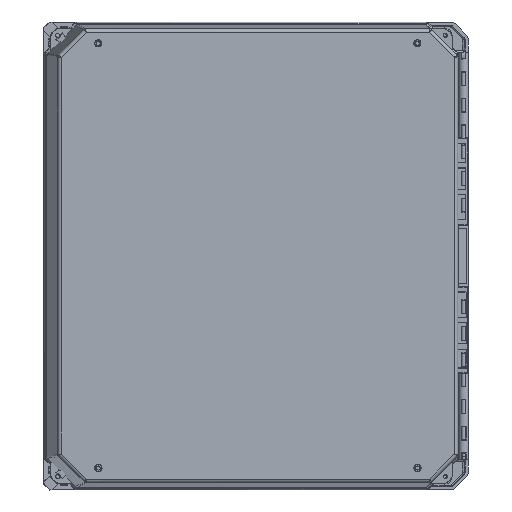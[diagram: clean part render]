
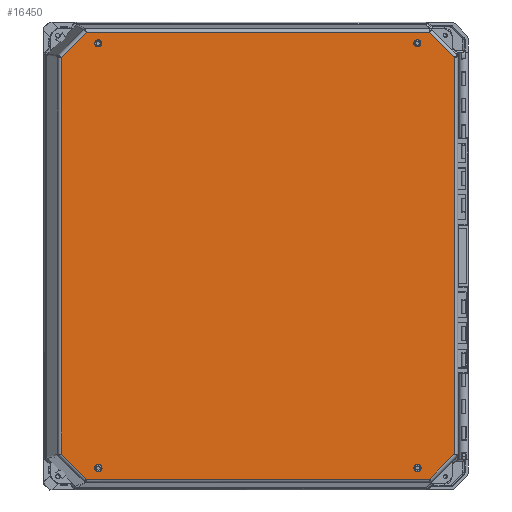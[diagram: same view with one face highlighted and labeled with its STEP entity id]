
A CAD part, top view. The second image highlights one B-rep face of the part: STEP entity #16450.
In plain terms, the highlighted face is planar.
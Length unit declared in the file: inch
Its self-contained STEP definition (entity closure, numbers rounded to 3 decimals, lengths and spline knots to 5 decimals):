
#216 = DIRECTION ( 'NONE',  ( -0.707, -0.707, 0. ) ) ;
#1108 = DIRECTION ( 'NONE',  ( 0.017, -0.017, 1. ) ) ;
#1289 = CARTESIAN_POINT ( 'NONE',  ( -12.91997, 16.148, -7.83655 ) ) ;
#1689 = CARTESIAN_POINT ( 'NONE',  ( -12.91997, 16.01202, -7.83892 ) ) ;
#2380 = DIRECTION ( 'NONE',  ( 0.707, -0.706, -0.025 ) ) ;
#2919 = CARTESIAN_POINT ( 'NONE',  ( -12.51703, -0.22711, -8.12937 ) ) ;
#3623 = EDGE_CURVE ( 'NONE', #36799, #38480, #23696, .T. ) ;
#3809 = DIRECTION ( 'NONE',  ( 0.017, -0.017, 1. ) ) ;
#4452 = CIRCLE ( 'NONE', #68591, 0.136 ) ;
#5125 = LINE ( 'NONE', #12429, #58056 ) ;
#5397 = DIRECTION ( 'NONE',  ( 0.017, -0.017, 1. ) ) ;
#5636 = DIRECTION ( 'NONE',  ( -1., 0., 0.017 ) ) ;
#6476 = AXIS2_PLACEMENT_3D ( 'NONE', #67570, #7258, #75292 ) ;
#6620 = EDGE_CURVE ( 'NONE', #38480, #36799, #77815, .T. ) ;
#7258 = DIRECTION ( 'NONE',  ( 0.017, -0.017, 1. ) ) ;
#7847 = AXIS2_PLACEMENT_3D ( 'NONE', #54251, #5397, #82535 ) ;
#8695 = VERTEX_POINT ( 'NONE', #13117 ) ;
#9512 = DIRECTION ( 'NONE',  ( 0.017, -0.017, 1. ) ) ;
#11482 = LINE ( 'NONE', #67195, #37721 ) ;
#11540 = CIRCLE ( 'NONE', #18852, 0.136 ) ;
#11848 = EDGE_LOOP ( 'NONE', ( #28281, #50351 ) ) ;
#12376 = CARTESIAN_POINT ( 'NONE',  ( -12.51703, 8.16834, -7.98285 ) ) ;
#12429 = CARTESIAN_POINT ( 'NONE',  ( -14.31649, 15.62096, -7.82137 ) ) ;
#13117 = CARTESIAN_POINT ( 'NONE',  ( -0.46837, -0.22344, -8.33965 ) ) ;
#13761 = CIRCLE ( 'NONE', #6476, 0.136 ) ;
#14179 = VECTOR ( 'NONE', #216, 39.37008 ) ;
#14535 = VERTEX_POINT ( 'NONE', #1689 ) ;
#15719 = CARTESIAN_POINT ( 'NONE',  ( -0.78582, 0.19213, -8.32685 ) ) ;
#16450 = ADVANCED_FACE ( 'NONE', ( #80849, #33380, #32479, #47979, #61688 ), #74902, .T. ) ;
#16544 = CARTESIAN_POINT ( 'NONE',  ( 0.47472, 8.1723, -8.20959 ) ) ;
#18852 = AXIS2_PLACEMENT_3D ( 'NONE', #1289, #55202, #69762 ) ;
#19599 = AXIS2_PLACEMENT_3D ( 'NONE', #75949, #28026, #28899 ) ;
#20093 = AXIS2_PLACEMENT_3D ( 'NONE', #44913, #3809, #72732 ) ;
#22089 = LINE ( 'NONE', #49028, #14179 ) ;
#22434 = ORIENTED_EDGE ( 'NONE', *, *, #3623, .T. ) ;
#23416 = EDGE_LOOP ( 'NONE', ( #78991, #61393 ) ) ;
#23696 = CIRCLE ( 'NONE', #7847, 0.136 ) ;
#24123 = CIRCLE ( 'NONE', #29984, 0.136 ) ;
#24591 = CARTESIAN_POINT ( 'NONE',  ( -0.9218, 16.28764, -8.04357 ) ) ;
#25182 = DIRECTION ( 'NONE',  ( -1., 0., 0.017 ) ) ;
#26027 = CARTESIAN_POINT ( 'NONE',  ( -12.78399, 0.18848, -8.11746 ) ) ;
#26350 = CARTESIAN_POINT ( 'NONE',  ( -13.05595, 0.18839, -8.11271 ) ) ;
#26386 = EDGE_CURVE ( 'NONE', #36567, #74040, #24123, .T. ) ;
#27014 = DIRECTION ( 'NONE',  ( -0.707, 0.706, 0.025 ) ) ;
#28026 = DIRECTION ( 'NONE',  ( 0.017, -0.017, 1. ) ) ;
#28281 = ORIENTED_EDGE ( 'NONE', *, *, #54033, .T. ) ;
#28294 = DIRECTION ( 'NONE',  ( 0., 1., 0.017 ) ) ;
#28899 = DIRECTION ( 'NONE',  ( 1., 0., -0.017 ) ) ;
#29984 = AXIS2_PLACEMENT_3D ( 'NONE', #41389, #62374, #90158 ) ;
#31134 = EDGE_CURVE ( 'NONE', #71788, #8695, #22089, .T. ) ;
#31660 = VERTEX_POINT ( 'NONE', #26350 ) ;
#31950 = VECTOR ( 'NONE', #5636, 39.37008 ) ;
#32479 = FACE_BOUND ( 'NONE', #39181, .T. ) ;
#32543 = EDGE_CURVE ( 'NONE', #84441, #71834, #5125, .T. ) ;
#32872 = VERTEX_POINT ( 'NONE', #26027 ) ;
#33380 = FACE_BOUND ( 'NONE', #23416, .T. ) ;
#35627 = CARTESIAN_POINT ( 'NONE',  ( -12.51703, 16.56379, -7.83633 ) ) ;
#35974 = VECTOR ( 'NONE', #2380, 39.37008 ) ;
#36065 = DIRECTION ( 'NONE',  ( 1., 0., -0.017 ) ) ;
#36379 = VECTOR ( 'NONE', #28294, 39.37008 ) ;
#36396 = EDGE_CURVE ( 'NONE', #73165, #84441, #41981, .T. ) ;
#36567 = VERTEX_POINT ( 'NONE', #24591 ) ;
#36799 = VERTEX_POINT ( 'NONE', #81920 ) ;
#37367 = DIRECTION ( 'NONE',  ( 1., 0., -0.017 ) ) ;
#37721 = VECTOR ( 'NONE', #27014, 39.37008 ) ;
#38447 = CARTESIAN_POINT ( 'NONE',  ( -0.46837, 16.56746, -8.04661 ) ) ;
#38480 = VERTEX_POINT ( 'NONE', #15719 ) ;
#39181 = EDGE_LOOP ( 'NONE', ( #49428, #22434 ) ) ;
#39933 = EDGE_CURVE ( 'NONE', #89156, #71788, #51232, .T. ) ;
#40008 = ORIENTED_EDGE ( 'NONE', *, *, #39933, .T. ) ;
#40905 = EDGE_LOOP ( 'NONE', ( #83788, #55062 ) ) ;
#41062 = ORIENTED_EDGE ( 'NONE', *, *, #51915, .T. ) ;
#41389 = CARTESIAN_POINT ( 'NONE',  ( -0.9218, 16.15166, -8.04595 ) ) ;
#41981 = LINE ( 'NONE', #68032, #36379 ) ;
#42134 = ORIENTED_EDGE ( 'NONE', *, *, #78465, .T. ) ;
#44913 = CARTESIAN_POINT ( 'NONE',  ( -12.91997, 16.148, -7.83655 ) ) ;
#45309 = VECTOR ( 'NONE', #36065, 39.37008 ) ;
#46649 = CARTESIAN_POINT ( 'NONE',  ( -13.37339, 16.56353, -7.82138 ) ) ;
#47979 = FACE_BOUND ( 'NONE', #11848, .T. ) ;
#49028 = CARTESIAN_POINT ( 'NONE',  ( 0.47472, 0.71913, -8.33966 ) ) ;
#49428 = ORIENTED_EDGE ( 'NONE', *, *, #6620, .T. ) ;
#49532 = AXIS2_PLACEMENT_3D ( 'NONE', #63638, #1108, #68697 ) ;
#49756 = LINE ( 'NONE', #35627, #45309 ) ;
#50351 = ORIENTED_EDGE ( 'NONE', *, *, #54552, .T. ) ;
#51038 = CIRCLE ( 'NONE', #49532, 0.136 ) ;
#51232 = LINE ( 'NONE', #16544, #57175 ) ;
#51915 = EDGE_CURVE ( 'NONE', #66785, #73165, #11482, .T. ) ;
#52292 = EDGE_CURVE ( 'NONE', #82064, #14535, #11540, .T. ) ;
#52661 = CARTESIAN_POINT ( 'NONE',  ( -12.91997, 16.28398, -7.83418 ) ) ;
#54033 = EDGE_CURVE ( 'NONE', #32872, #31660, #51038, .T. ) ;
#54251 = CARTESIAN_POINT ( 'NONE',  ( -0.9218, 0.19209, -8.32448 ) ) ;
#54552 = EDGE_CURVE ( 'NONE', #31660, #32872, #4452, .T. ) ;
#55062 = ORIENTED_EDGE ( 'NONE', *, *, #26386, .T. ) ;
#55084 = CIRCLE ( 'NONE', #20093, 0.136 ) ;
#55202 = DIRECTION ( 'NONE',  ( 0.017, -0.017, 1. ) ) ;
#55271 = EDGE_CURVE ( 'NONE', #71834, #78995, #49756, .T. ) ;
#55405 = CARTESIAN_POINT ( 'NONE',  ( 0.47472, 15.62546, -8.07951 ) ) ;
#56114 = ORIENTED_EDGE ( 'NONE', *, *, #36396, .T. ) ;
#57175 = VECTOR ( 'NONE', #79507, 39.37008 ) ;
#57215 = ORIENTED_EDGE ( 'NONE', *, *, #31134, .T. ) ;
#58056 = VECTOR ( 'NONE', #61290, 39.37008 ) ;
#58540 = LINE ( 'NONE', #38447, #35974 ) ;
#59876 = DIRECTION ( 'NONE',  ( -0.017, 0.017, -1. ) ) ;
#61290 = DIRECTION ( 'NONE',  ( 0.707, 0.707, 0. ) ) ;
#61291 = CARTESIAN_POINT ( 'NONE',  ( -14.31649, 0.71463, -8.08152 ) ) ;
#61393 = ORIENTED_EDGE ( 'NONE', *, *, #52292, .T. ) ;
#61688 = FACE_BOUND ( 'NONE', #40905, .T. ) ;
#62374 = DIRECTION ( 'NONE',  ( 0.017, -0.017, 1. ) ) ;
#62986 = EDGE_CURVE ( 'NONE', #74040, #36567, #13761, .T. ) ;
#63178 = ORIENTED_EDGE ( 'NONE', *, *, #82265, .T. ) ;
#63242 = CARTESIAN_POINT ( 'NONE',  ( -14.31649, 15.62096, -7.82137 ) ) ;
#63638 = CARTESIAN_POINT ( 'NONE',  ( -12.91997, 0.18843, -8.11508 ) ) ;
#63653 = CARTESIAN_POINT ( 'NONE',  ( -13.37339, -0.22737, -8.11442 ) ) ;
#66785 = VERTEX_POINT ( 'NONE', #63653 ) ;
#67195 = CARTESIAN_POINT ( 'NONE',  ( -13.37339, -0.22737, -8.11442 ) ) ;
#67570 = CARTESIAN_POINT ( 'NONE',  ( -0.9218, 16.15166, -8.04595 ) ) ;
#67733 = EDGE_CURVE ( 'NONE', #14535, #82064, #55084, .T. ) ;
#68032 = CARTESIAN_POINT ( 'NONE',  ( -14.31649, 8.16779, -7.95144 ) ) ;
#68591 = AXIS2_PLACEMENT_3D ( 'NONE', #72037, #9512, #37367 ) ;
#68697 = DIRECTION ( 'NONE',  ( 1., 0., -0.017 ) ) ;
#69762 = DIRECTION ( 'NONE',  ( 0., -1., -0.017 ) ) ;
#71788 = VERTEX_POINT ( 'NONE', #79975 ) ;
#71834 = VERTEX_POINT ( 'NONE', #46649 ) ;
#71984 = ORIENTED_EDGE ( 'NONE', *, *, #55271, .T. ) ;
#72037 = CARTESIAN_POINT ( 'NONE',  ( -12.91997, 0.18843, -8.11508 ) ) ;
#72732 = DIRECTION ( 'NONE',  ( 0., -1., -0.017 ) ) ;
#73165 = VERTEX_POINT ( 'NONE', #61291 ) ;
#74040 = VERTEX_POINT ( 'NONE', #87984 ) ;
#74902 = PLANE ( 'NONE',  #83134 ) ;
#75292 = DIRECTION ( 'NONE',  ( 0., -1., -0.017 ) ) ;
#75949 = CARTESIAN_POINT ( 'NONE',  ( -0.9218, 0.19209, -8.32448 ) ) ;
#77815 = CIRCLE ( 'NONE', #19599, 0.136 ) ;
#78465 = EDGE_CURVE ( 'NONE', #78995, #89156, #58540, .T. ) ;
#78991 = ORIENTED_EDGE ( 'NONE', *, *, #67733, .T. ) ;
#78995 = VERTEX_POINT ( 'NONE', #84261 ) ;
#79507 = DIRECTION ( 'NONE',  ( 0., -1., -0.017 ) ) ;
#79975 = CARTESIAN_POINT ( 'NONE',  ( 0.47472, 0.71913, -8.33966 ) ) ;
#80730 = EDGE_LOOP ( 'NONE', ( #56114, #82942, #71984, #42134, #40008, #57215, #63178, #41062 ) ) ;
#80849 = FACE_OUTER_BOUND ( 'NONE', #80730, .T. ) ;
#81920 = CARTESIAN_POINT ( 'NONE',  ( -1.05778, 0.19205, -8.32211 ) ) ;
#82064 = VERTEX_POINT ( 'NONE', #52661 ) ;
#82265 = EDGE_CURVE ( 'NONE', #8695, #66785, #87788, .T. ) ;
#82535 = DIRECTION ( 'NONE',  ( 1., 0., -0.017 ) ) ;
#82942 = ORIENTED_EDGE ( 'NONE', *, *, #32543, .T. ) ;
#83134 = AXIS2_PLACEMENT_3D ( 'NONE', #12376, #59876, #25182 ) ;
#83788 = ORIENTED_EDGE ( 'NONE', *, *, #62986, .T. ) ;
#84261 = CARTESIAN_POINT ( 'NONE',  ( -0.46837, 16.56746, -8.04661 ) ) ;
#84441 = VERTEX_POINT ( 'NONE', #63242 ) ;
#87788 = LINE ( 'NONE', #2919, #31950 ) ;
#87984 = CARTESIAN_POINT ( 'NONE',  ( -0.9218, 16.01568, -8.04832 ) ) ;
#89156 = VERTEX_POINT ( 'NONE', #55405 ) ;
#90158 = DIRECTION ( 'NONE',  ( 0., -1., -0.017 ) ) ;
